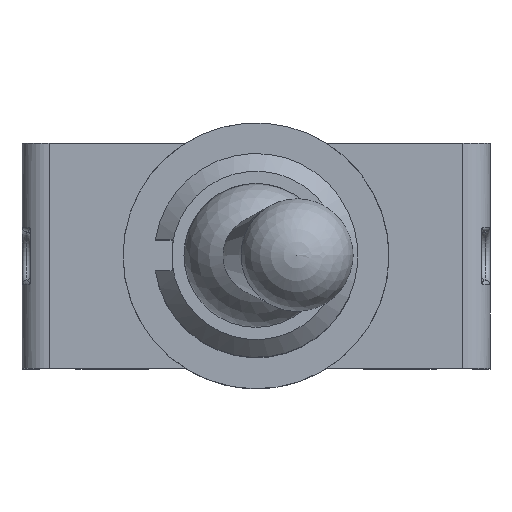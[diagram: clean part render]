
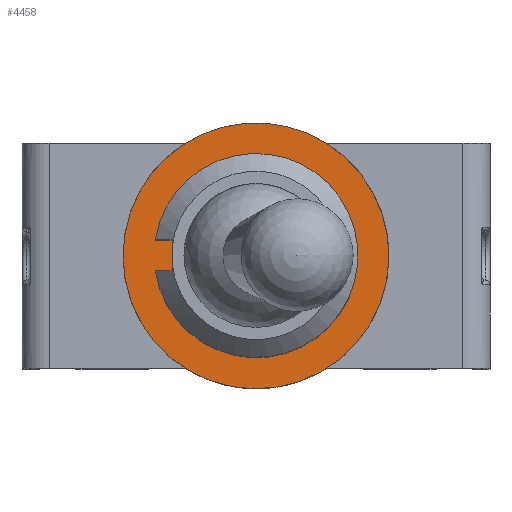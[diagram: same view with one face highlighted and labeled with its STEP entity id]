
A CAD part, top view. The second image highlights one B-rep face of the part: STEP entity #4458.
In plain terms, the highlighted planar face has unit normal (0, 0, 1).
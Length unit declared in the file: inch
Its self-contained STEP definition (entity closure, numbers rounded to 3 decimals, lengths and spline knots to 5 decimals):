
#4345=CARTESIAN_POINT('',(-0.07454,0.01378,0.32441));
#4346=VERTEX_POINT('',#4345);
#4353=CARTESIAN_POINT('',(-0.07454,-0.01378,0.32441));
#4354=VERTEX_POINT('',#4353);
#4355=CARTESIAN_POINT('',(-0.07454,-0.01378,0.32441));
#4356=DIRECTION('',(0.0,1.0,0.0));
#4357=VECTOR('',#4356,0.02756);
#4358=LINE('',#4355,#4357);
#4359=EDGE_CURVE('',#4354,#4346,#4358,.T.);
#4377=CARTESIAN_POINT('',(-0.0895,-0.01378,0.32441));
#4378=VERTEX_POINT('',#4377);
#4379=CARTESIAN_POINT('',(-0.0895,-0.01378,0.32441));
#4380=DIRECTION('',(1.0,0.0,0.0));
#4381=VECTOR('',#4380,0.01496);
#4382=LINE('',#4379,#4381);
#4383=EDGE_CURVE('',#4378,#4354,#4382,.T.);
#4400=CARTESIAN_POINT('',(-0.0895,0.01378,0.32441));
#4401=VERTEX_POINT('',#4400);
#4408=CARTESIAN_POINT('',(-0.07454,0.01378,0.32441));
#4409=DIRECTION('',(-1.0,0.0,0.0));
#4410=VECTOR('',#4409,0.01496);
#4411=LINE('',#4408,#4410);
#4412=EDGE_CURVE('',#4346,#4401,#4411,.T.);
#4425=CARTESIAN_POINT('',(0.0,0.0,0.32441));
#4426=DIRECTION('',(0.0,0.0,-1.0));
#4427=DIRECTION('',(0.988,0.152,0.0));
#4428=AXIS2_PLACEMENT_3D('',#4425,#4426,#4427);
#4429=CIRCLE('',#4428,0.09055);
#4430=EDGE_CURVE('',#4401,#4378,#4429,.T.);
#4436=CARTESIAN_POINT('',(-0.12992,0.12992,0.32441));
#4437=DIRECTION('',(0.0,0.0,-1.0));
#4438=DIRECTION('',(-1.0,0.0,0.0));
#4439=AXIS2_PLACEMENT_3D('',#4436,#4437,#4438);
#4440=PLANE('',#4439);
#4441=CARTESIAN_POINT('',(-0.11811,0.0,0.32441));
#4442=VERTEX_POINT('',#4441);
#4443=CARTESIAN_POINT('',(0.0,0.0,0.32441));
#4444=DIRECTION('',(0.0,0.0,-1.0));
#4445=DIRECTION('',(1.0,0.0,0.0));
#4446=AXIS2_PLACEMENT_3D('',#4443,#4444,#4445);
#4447=CIRCLE('',#4446,0.11811);
#4448=EDGE_CURVE('',#4442,#4442,#4447,.T.);
#4449=ORIENTED_EDGE('',*,*,#4448,.F.);
#4450=EDGE_LOOP('',(#4449));
#4451=FACE_OUTER_BOUND('',#4450,.T.);
#4452=ORIENTED_EDGE('',*,*,#4383,.T.);
#4453=ORIENTED_EDGE('',*,*,#4359,.T.);
#4454=ORIENTED_EDGE('',*,*,#4412,.T.);
#4455=ORIENTED_EDGE('',*,*,#4430,.T.);
#4456=EDGE_LOOP('',(#4452,#4453,#4454,#4455));
#4457=FACE_BOUND('',#4456,.T.);
#4458=ADVANCED_FACE('',(#4451,#4457),#4440,.F.);
